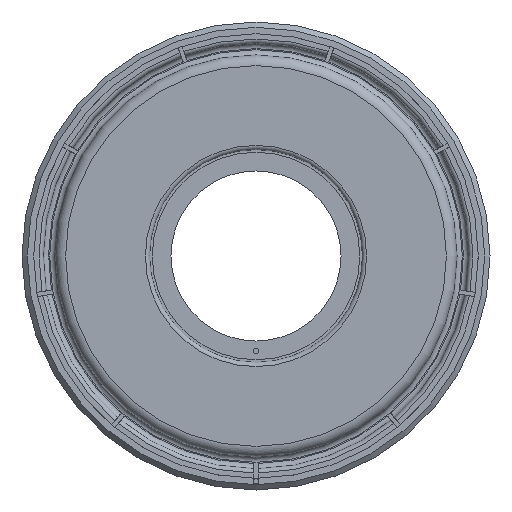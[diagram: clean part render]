
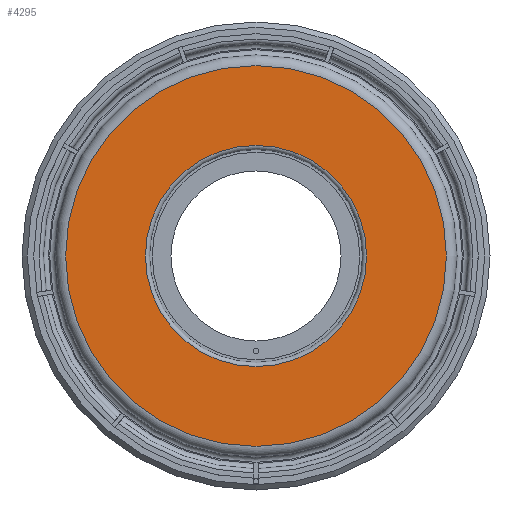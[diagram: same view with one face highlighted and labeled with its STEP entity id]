
A CAD part, front view. The second image highlights one B-rep face of the part: STEP entity #4295.
In plain terms, the highlighted planar face has unit normal (0, -1, 0).
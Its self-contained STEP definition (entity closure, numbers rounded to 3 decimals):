
#387=FACE_BOUND('',#780,.T.);
#412=PLANE('',#4607);
#522=FACE_OUTER_BOUND('',#779,.T.);
#779=EDGE_LOOP('',(#2959));
#780=EDGE_LOOP('',(#2960));
#1637=CIRCLE('',#4602,5.2);
#1641=CIRCLE('',#4608,8.95);
#1791=VERTEX_POINT('',#5933);
#1794=VERTEX_POINT('',#5943);
#2249=EDGE_CURVE('',#1791,#1791,#1637,.T.);
#2254=EDGE_CURVE('',#1794,#1794,#1641,.T.);
#2959=ORIENTED_EDGE('',*,*,#2254,.T.);
#2960=ORIENTED_EDGE('',*,*,#2249,.T.);
#4295=ADVANCED_FACE('',(#522,#387),#412,.F.);
#4602=AXIS2_PLACEMENT_3D('',#5934,#4988,#4989);
#4607=AXIS2_PLACEMENT_3D('',#5942,#4999,#5000);
#4608=AXIS2_PLACEMENT_3D('',#5944,#5001,#5002);
#4988=DIRECTION('center_axis',(0.,1.,0.));
#4989=DIRECTION('ref_axis',(0.,0.,1.));
#4999=DIRECTION('center_axis',(0.,1.,0.));
#5000=DIRECTION('ref_axis',(1.,0.,0.));
#5001=DIRECTION('center_axis',(0.,-1.,0.));
#5002=DIRECTION('ref_axis',(0.,0.,-1.));
#5933=CARTESIAN_POINT('',(0.,0.2,5.2));
#5934=CARTESIAN_POINT('Origin',(0.,0.2,0.));
#5942=CARTESIAN_POINT('Origin',(0.,0.2,0.));
#5943=CARTESIAN_POINT('',(0.,0.2,-8.95));
#5944=CARTESIAN_POINT('Origin',(0.,0.2,0.));
